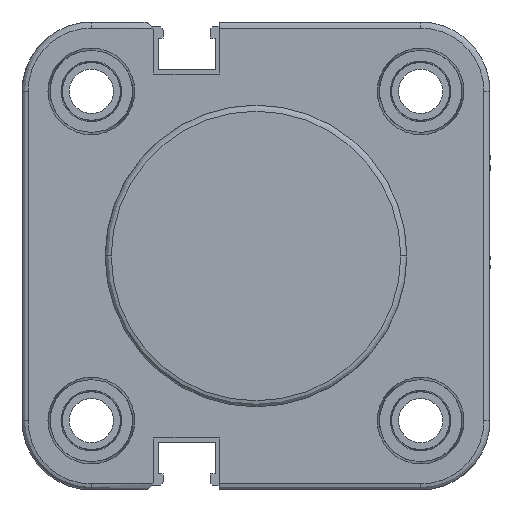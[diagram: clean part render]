
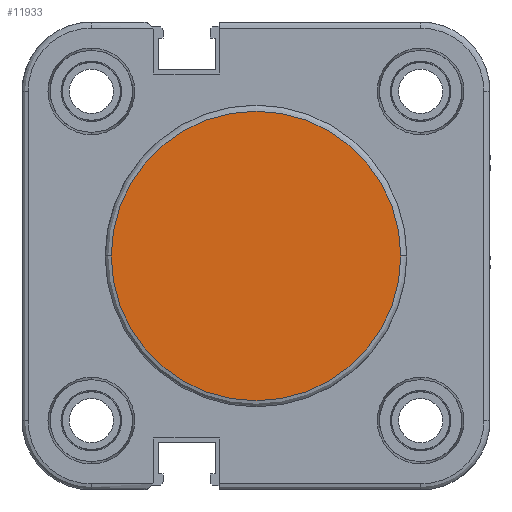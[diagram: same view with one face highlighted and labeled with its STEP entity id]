
A CAD part, front view. The second image highlights one B-rep face of the part: STEP entity #11933.
In plain terms, the highlighted face is planar.
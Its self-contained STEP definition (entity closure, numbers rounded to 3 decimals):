
#598 = CIRCLE ( 'NONE', #10265, 16.7 ) ;
#1236 = EDGE_LOOP ( 'NONE', ( #9043, #13013 ) ) ;
#1545 = CARTESIAN_POINT ( 'NONE',  ( 0., 16.7, 0. ) ) ;
#2318 = AXIS2_PLACEMENT_3D ( 'NONE', #3628, #6032, #11893 ) ;
#2633 = CARTESIAN_POINT ( 'NONE',  ( 0., 0., 0. ) ) ;
#3407 = EDGE_CURVE ( 'NONE', #7371, #7003, #598, .T. ) ;
#3628 = CARTESIAN_POINT ( 'NONE',  ( 0., 0., 0. ) ) ;
#3774 = AXIS2_PLACEMENT_3D ( 'NONE', #5398, #9270, #9378 ) ;
#5398 = CARTESIAN_POINT ( 'NONE',  ( 0., 0., 0. ) ) ;
#6032 = DIRECTION ( 'NONE',  ( -1., 0., 0. ) ) ;
#7003 = VERTEX_POINT ( 'NONE', #1545 ) ;
#7371 = VERTEX_POINT ( 'NONE', #9399 ) ;
#8463 = DIRECTION ( 'NONE',  ( 0., -1., 0. ) ) ;
#8570 = DIRECTION ( 'NONE',  ( -1., 0., 0. ) ) ;
#9043 = ORIENTED_EDGE ( 'NONE', *, *, #3407, .T. ) ;
#9270 = DIRECTION ( 'NONE',  ( -1., 0., 0. ) ) ;
#9378 = DIRECTION ( 'NONE',  ( 0., -1., 0. ) ) ;
#9385 = CIRCLE ( 'NONE', #3774, 16.7 ) ;
#9399 = CARTESIAN_POINT ( 'NONE',  ( 0., -16.7, 0. ) ) ;
#9664 = FACE_OUTER_BOUND ( 'NONE', #1236, .T. ) ;
#10265 = AXIS2_PLACEMENT_3D ( 'NONE', #2633, #8570, #8463 ) ;
#11893 = DIRECTION ( 'NONE',  ( 0., -1., 0. ) ) ;
#11933 = ADVANCED_FACE ( 'NONE', ( #9664 ), #14379, .T. ) ;
#13013 = ORIENTED_EDGE ( 'NONE', *, *, #13923, .T. ) ;
#13923 = EDGE_CURVE ( 'NONE', #7003, #7371, #9385, .T. ) ;
#14379 = PLANE ( 'NONE',  #2318 ) ;
